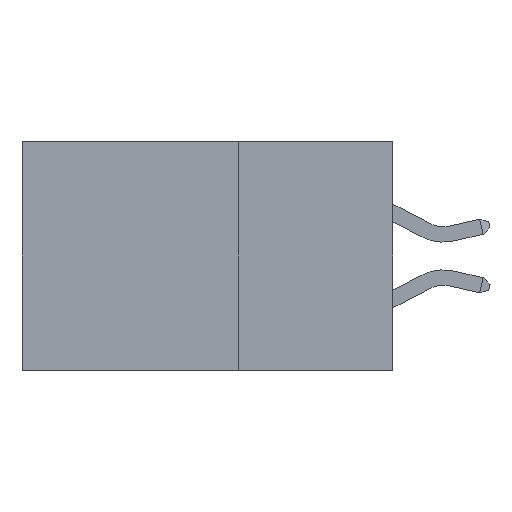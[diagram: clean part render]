
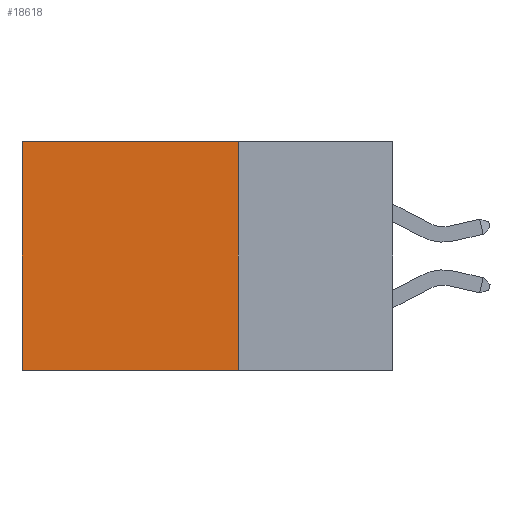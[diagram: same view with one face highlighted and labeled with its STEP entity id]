
A CAD part, left-side view. The second image highlights one B-rep face of the part: STEP entity #18618.
In plain terms, the highlighted planar face has unit normal (-1, 0, 0).
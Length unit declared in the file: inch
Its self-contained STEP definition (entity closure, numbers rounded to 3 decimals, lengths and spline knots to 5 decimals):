
#488 = LINE ( 'NONE', #15128, #16448 ) ;
#640 = VERTEX_POINT ( 'NONE', #11322 ) ;
#2097 = CARTESIAN_POINT ( 'NONE',  ( 0.2875, 0.25, 0. ) ) ;
#2334 = CARTESIAN_POINT ( 'NONE',  ( 0.2875, 0.6, 0. ) ) ;
#2558 = DIRECTION ( 'NONE',  ( 0., 0., -1. ) ) ;
#2701 = FACE_OUTER_BOUND ( 'NONE', #6766, .T. ) ;
#2815 = ORIENTED_EDGE ( 'NONE', *, *, #3147, .F. ) ;
#3147 = EDGE_CURVE ( 'NONE', #640, #11747, #12506, .T. ) ;
#3421 = PLANE ( 'NONE',  #14880 ) ;
#3762 = CARTESIAN_POINT ( 'NONE',  ( 0.2875, 0.25, -0.37 ) ) ;
#4064 = DIRECTION ( 'NONE',  ( 0., 1., 0. ) ) ;
#4080 = LINE ( 'NONE', #8890, #13321 ) ;
#4995 = EDGE_CURVE ( 'NONE', #11747, #19096, #488, .T. ) ;
#5297 = DIRECTION ( 'NONE',  ( 0., 0., -1. ) ) ;
#6266 = LINE ( 'NONE', #2097, #15516 ) ;
#6766 = EDGE_LOOP ( 'NONE', ( #11175, #21943, #2815, #23805 ) ) ;
#8117 = CARTESIAN_POINT ( 'NONE',  ( 0.2875, 0.25, 0. ) ) ;
#8890 = CARTESIAN_POINT ( 'NONE',  ( 0.2875, 0.6, 0. ) ) ;
#11175 = ORIENTED_EDGE ( 'NONE', *, *, #16016, .T. ) ;
#11322 = CARTESIAN_POINT ( 'NONE',  ( 0.2875, 0.25, 0. ) ) ;
#11747 = VERTEX_POINT ( 'NONE', #3762 ) ;
#12182 = CARTESIAN_POINT ( 'NONE',  ( 0.2875, 0.6, -0.37 ) ) ;
#12506 = LINE ( 'NONE', #8117, #16831 ) ;
#13321 = VECTOR ( 'NONE', #19955, 39.37008 ) ;
#14880 = AXIS2_PLACEMENT_3D ( 'NONE', #21728, #16346, #5297 ) ;
#15128 = CARTESIAN_POINT ( 'NONE',  ( 0.2875, 0.25, -0.37 ) ) ;
#15516 = VECTOR ( 'NONE', #16949, 39.37008 ) ;
#16016 = EDGE_CURVE ( 'NONE', #18930, #19096, #4080, .T. ) ;
#16346 = DIRECTION ( 'NONE',  ( 1., 0., 0. ) ) ;
#16448 = VECTOR ( 'NONE', #4064, 39.37008 ) ;
#16831 = VECTOR ( 'NONE', #2558, 39.37008 ) ;
#16949 = DIRECTION ( 'NONE',  ( 0., 1., 0. ) ) ;
#18618 = ADVANCED_FACE ( 'NONE', ( #2701 ), #3421, .F. ) ;
#18930 = VERTEX_POINT ( 'NONE', #2334 ) ;
#19096 = VERTEX_POINT ( 'NONE', #12182 ) ;
#19955 = DIRECTION ( 'NONE',  ( 0., 0., -1. ) ) ;
#20779 = EDGE_CURVE ( 'NONE', #640, #18930, #6266, .T. ) ;
#21728 = CARTESIAN_POINT ( 'NONE',  ( 0.2875, 0.25, 0. ) ) ;
#21943 = ORIENTED_EDGE ( 'NONE', *, *, #4995, .F. ) ;
#23805 = ORIENTED_EDGE ( 'NONE', *, *, #20779, .T. ) ;
